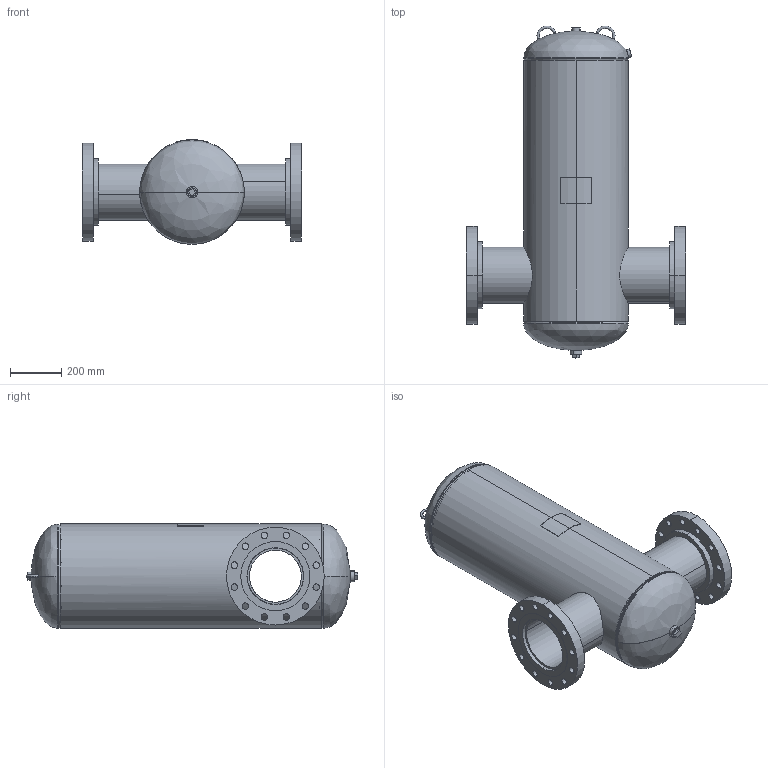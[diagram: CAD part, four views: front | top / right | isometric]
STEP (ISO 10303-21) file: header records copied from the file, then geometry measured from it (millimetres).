
FILE_DESCRIPTION (( 'STEP AP203' ), '1' );
FILE_NAME ('WVNA-8NHV.STEP', '2021-03-16T18:42:38', ( '' ), ( '' ), 'SwSTEP 2.0', 'SolidWorks 2021', '' );
FILE_SCHEMA (( 'CONFIG_CONTROL_DESIGN' ));
Length unit declared in the file: inch
Products named in the file (11): 9400540; 9461310; 99B1976; PLUGS_9500150; WVNA-8NHV; 9500030; 9500050; 9301120_10; 9600830_16" VERT; 9200084
Assembly tree (14 placements, depth 2):
  WVNA-8NHV
    99B1976
    9200084
    9200084
    9500030  x2
    9500050
    PLUGS_9500150
    9301120_10  x2
    9461310  x2
    9400540  x2
    9600830_16" VERT
Bounding box: 854.08 x 1294.52 x 408.84 mm (x, y, z)
Volume: 14782973.9 mm3; surface area: 4576067 mm2
Topology: 14 solids, 14 shells, 221 faces, 512 edges, 324 vertices
Faces by surface type: cylinder 120, plane 43, cone 26, torus 20, bspline 12
Entity records: 9766 total; most frequent: CARTESIAN_POINT 4588, DIRECTION 906, ORIENTED_EDGE 748, AXIS2_PLACEMENT_3D 390, EDGE_CURVE 374, VERTEX_POINT 232, CIRCLE 222, EDGE_LOOP 206
